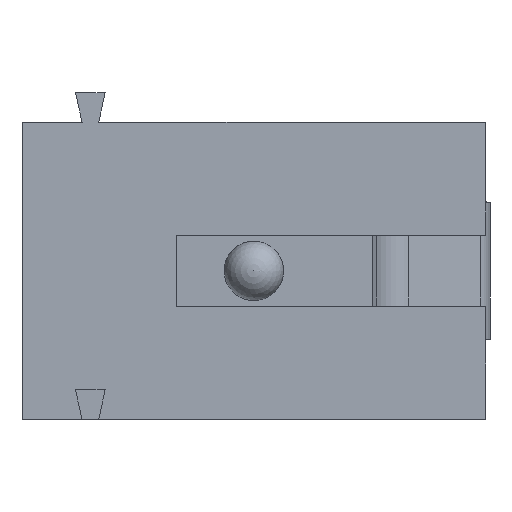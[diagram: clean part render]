
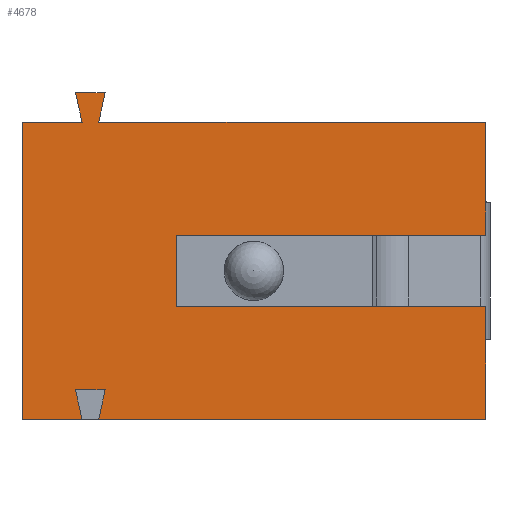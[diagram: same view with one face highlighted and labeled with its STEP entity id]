
A CAD part, front view. The second image highlights one B-rep face of the part: STEP entity #4678.
In plain terms, the highlighted planar face has unit normal (0, -1, 0).
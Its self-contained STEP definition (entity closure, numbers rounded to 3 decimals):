
#23 = CARTESIAN_POINT ( 'NONE',  ( -3.9, -5.1, -5. ) ) ;
#26 = CARTESIAN_POINT ( 'NONE',  ( 3.9, -5.1, -3.1 ) ) ;
#48 = LINE ( 'NONE', #3050, #4544 ) ;
#55 = DIRECTION ( 'NONE',  ( 0., 0., -1. ) ) ;
#84 = EDGE_CURVE ( 'NONE', #4329, #4866, #2289, .T. ) ;
#86 = ORIENTED_EDGE ( 'NONE', *, *, #4957, .F. ) ;
#109 = ORIENTED_EDGE ( 'NONE', *, *, #1413, .T. ) ;
#174 = EDGE_LOOP ( 'NONE', ( #454, #850, #2417, #391, #5330, #5298, #109, #636, #1801, #472, #351, #86, #3773, #260, #1138, #1020 ) ) ;
#208 = LINE ( 'NONE', #1884, #962 ) ;
#260 = ORIENTED_EDGE ( 'NONE', *, *, #1277, .F. ) ;
#271 = EDGE_CURVE ( 'NONE', #4866, #3968, #3822, .T. ) ;
#347 = VECTOR ( 'NONE', #4294, 1000. ) ;
#348 = DIRECTION ( 'NONE',  ( -0.215, 0., -0.977 ) ) ;
#351 = ORIENTED_EDGE ( 'NONE', *, *, #406, .T. ) ;
#366 = VERTEX_POINT ( 'NONE', #3733 ) ;
#385 = LINE ( 'NONE', #4254, #1920 ) ;
#391 = ORIENTED_EDGE ( 'NONE', *, *, #1732, .F. ) ;
#406 = EDGE_CURVE ( 'NONE', #1861, #1716, #208, .T. ) ;
#415 = CARTESIAN_POINT ( 'NONE',  ( -3.539, -5.1, -4.221 ) ) ;
#454 = ORIENTED_EDGE ( 'NONE', *, *, #271, .F. ) ;
#472 = ORIENTED_EDGE ( 'NONE', *, *, #480, .T. ) ;
#480 = EDGE_CURVE ( 'NONE', #2297, #1861, #1812, .T. ) ;
#496 = DIRECTION ( 'NONE',  ( 1., 0., 0. ) ) ;
#560 = VECTOR ( 'NONE', #3960, 1000. ) ;
#636 = ORIENTED_EDGE ( 'NONE', *, *, #1285, .F. ) ;
#712 = LINE ( 'NONE', #3508, #560 ) ;
#734 = CARTESIAN_POINT ( 'NONE',  ( 0., -5.1, -3.1 ) ) ;
#782 = DIRECTION ( 'NONE',  ( -0.215, 0., 0.977 ) ) ;
#850 = ORIENTED_EDGE ( 'NONE', *, *, #84, .F. ) ;
#881 = EDGE_CURVE ( 'NONE', #3968, #883, #1471, .T. ) ;
#883 = VERTEX_POINT ( 'NONE', #3181 ) ;
#912 = DIRECTION ( 'NONE',  ( 0., 0., 1. ) ) ;
#959 = EDGE_CURVE ( 'NONE', #4371, #366, #48, .T. ) ;
#962 = VECTOR ( 'NONE', #912, 1000. ) ;
#979 = LINE ( 'NONE', #734, #5179 ) ;
#1006 = CARTESIAN_POINT ( 'NONE',  ( 3.9, -5.1, -5. ) ) ;
#1009 = CARTESIAN_POINT ( 'NONE',  ( -3., -5.1, -4.5 ) ) ;
#1020 = ORIENTED_EDGE ( 'NONE', *, *, #881, .F. ) ;
#1065 = VERTEX_POINT ( 'NONE', #1399 ) ;
#1138 = ORIENTED_EDGE ( 'NONE', *, *, #2839, .T. ) ;
#1157 = LINE ( 'NONE', #4402, #2129 ) ;
#1277 = EDGE_CURVE ( 'NONE', #1581, #4371, #1157, .T. ) ;
#1285 = EDGE_CURVE ( 'NONE', #1544, #1378, #4470, .T. ) ;
#1378 = VERTEX_POINT ( 'NONE', #2271 ) ;
#1399 = CARTESIAN_POINT ( 'NONE',  ( -2.89, -5.1, -5. ) ) ;
#1413 = EDGE_CURVE ( 'NONE', #1065, #1378, #4792, .T. ) ;
#1471 = LINE ( 'NONE', #4305, #4800 ) ;
#1544 = VERTEX_POINT ( 'NONE', #3359 ) ;
#1581 = VERTEX_POINT ( 'NONE', #2503 ) ;
#1716 = VERTEX_POINT ( 'NONE', #26 ) ;
#1726 = CARTESIAN_POINT ( 'NONE',  ( -3.9, -5.1, -5. ) ) ;
#1732 = EDGE_CURVE ( 'NONE', #4060, #5146, #5349, .T. ) ;
#1751 = LINE ( 'NONE', #3846, #2773 ) ;
#1801 = ORIENTED_EDGE ( 'NONE', *, *, #2162, .T. ) ;
#1812 = LINE ( 'NONE', #5028, #5453 ) ;
#1861 = VERTEX_POINT ( 'NONE', #1006 ) ;
#1884 = CARTESIAN_POINT ( 'NONE',  ( 3.9, -5.1, -5. ) ) ;
#1896 = FACE_OUTER_BOUND ( 'NONE', #174, .T. ) ;
#1920 = VECTOR ( 'NONE', #348, 1000. ) ;
#2005 = CARTESIAN_POINT ( 'NONE',  ( 3.9, -5.1, -5. ) ) ;
#2129 = VECTOR ( 'NONE', #3430, 1000. ) ;
#2148 = VECTOR ( 'NONE', #5499, 1000. ) ;
#2162 = EDGE_CURVE ( 'NONE', #1544, #2297, #385, .T. ) ;
#2196 = CARTESIAN_POINT ( 'NONE',  ( 0., -5.1, 0. ) ) ;
#2271 = CARTESIAN_POINT ( 'NONE',  ( -3., -5.1, -4.5 ) ) ;
#2289 = LINE ( 'NONE', #4809, #2148 ) ;
#2297 = VERTEX_POINT ( 'NONE', #3556 ) ;
#2373 = LINE ( 'NONE', #23, #3414 ) ;
#2417 = ORIENTED_EDGE ( 'NONE', *, *, #3919, .F. ) ;
#2469 = AXIS2_PLACEMENT_3D ( 'NONE', #3830, #2502, #5571 ) ;
#2502 = DIRECTION ( 'NONE',  ( 0., -1., 0. ) ) ;
#2503 = CARTESIAN_POINT ( 'NONE',  ( 3.9, -5.1, -1.9 ) ) ;
#2525 = CARTESIAN_POINT ( 'NONE',  ( -3., -5.1, 0.5 ) ) ;
#2601 = CARTESIAN_POINT ( 'NONE',  ( -3.9, -5.1, 0. ) ) ;
#2606 = DIRECTION ( 'NONE',  ( 0., 0., 1. ) ) ;
#2721 = DIRECTION ( 'NONE',  ( -1., 0., 0. ) ) ;
#2773 = VECTOR ( 'NONE', #782, 1000. ) ;
#2839 = EDGE_CURVE ( 'NONE', #1581, #883, #4700, .T. ) ;
#2903 = VECTOR ( 'NONE', #4594, 1000. ) ;
#2981 = CARTESIAN_POINT ( 'NONE',  ( -2.61, -5.1, 0. ) ) ;
#3050 = CARTESIAN_POINT ( 'NONE',  ( -1.3, -5.1, -5. ) ) ;
#3164 = VECTOR ( 'NONE', #2721, 1000. ) ;
#3181 = CARTESIAN_POINT ( 'NONE',  ( 3.9, -5.1, 0. ) ) ;
#3319 = DIRECTION ( 'NONE',  ( 1., 0., 0. ) ) ;
#3359 = CARTESIAN_POINT ( 'NONE',  ( -2.5, -5.1, -4.5 ) ) ;
#3414 = VECTOR ( 'NONE', #2606, 1000. ) ;
#3430 = DIRECTION ( 'NONE',  ( -1., 0., 0. ) ) ;
#3456 = CARTESIAN_POINT ( 'NONE',  ( -1.3, -5.1, -1.9 ) ) ;
#3508 = CARTESIAN_POINT ( 'NONE',  ( 0., -5.1, -5. ) ) ;
#3556 = CARTESIAN_POINT ( 'NONE',  ( -2.61, -5.1, -5. ) ) ;
#3733 = CARTESIAN_POINT ( 'NONE',  ( -1.3, -5.1, -3.1 ) ) ;
#3773 = ORIENTED_EDGE ( 'NONE', *, *, #959, .F. ) ;
#3822 = LINE ( 'NONE', #415, #347 ) ;
#3830 = CARTESIAN_POINT ( 'NONE',  ( 0., -5.1, -5. ) ) ;
#3839 = VECTOR ( 'NONE', #4214, 1000. ) ;
#3846 = CARTESIAN_POINT ( 'NONE',  ( -1.707, -5.1, -5.376 ) ) ;
#3919 = EDGE_CURVE ( 'NONE', #5146, #4329, #1751, .T. ) ;
#3960 = DIRECTION ( 'NONE',  ( 1., 0., 0. ) ) ;
#3968 = VERTEX_POINT ( 'NONE', #2981 ) ;
#4060 = VERTEX_POINT ( 'NONE', #2601 ) ;
#4073 = DIRECTION ( 'NONE',  ( 1., 0., 0. ) ) ;
#4196 = VECTOR ( 'NONE', #496, 1000. ) ;
#4214 = DIRECTION ( 'NONE',  ( 0., 0., 1. ) ) ;
#4254 = CARTESIAN_POINT ( 'NONE',  ( -2.5, -5.1, -4.5 ) ) ;
#4294 = DIRECTION ( 'NONE',  ( -0.215, 0., -0.977 ) ) ;
#4305 = CARTESIAN_POINT ( 'NONE',  ( 0., -5.1, 0. ) ) ;
#4329 = VERTEX_POINT ( 'NONE', #2525 ) ;
#4371 = VERTEX_POINT ( 'NONE', #3456 ) ;
#4402 = CARTESIAN_POINT ( 'NONE',  ( 0., -5.1, -1.9 ) ) ;
#4450 = DIRECTION ( 'NONE',  ( 1., 0., 0. ) ) ;
#4470 = LINE ( 'NONE', #4724, #3164 ) ;
#4544 = VECTOR ( 'NONE', #55, 1000. ) ;
#4594 = DIRECTION ( 'NONE',  ( -0.215, 0., 0.977 ) ) ;
#4678 = ADVANCED_FACE ( 'NONE', ( #1896 ), #5112, .T. ) ;
#4700 = LINE ( 'NONE', #2005, #3839 ) ;
#4724 = CARTESIAN_POINT ( 'NONE',  ( -2.5, -5.1, -4.5 ) ) ;
#4792 = LINE ( 'NONE', #1009, #2903 ) ;
#4797 = EDGE_CURVE ( 'NONE', #5574, #4060, #2373, .T. ) ;
#4800 = VECTOR ( 'NONE', #4450, 1000. ) ;
#4809 = CARTESIAN_POINT ( 'NONE',  ( -3., -5.1, 0.5 ) ) ;
#4866 = VERTEX_POINT ( 'NONE', #4971 ) ;
#4957 = EDGE_CURVE ( 'NONE', #366, #1716, #979, .T. ) ;
#4971 = CARTESIAN_POINT ( 'NONE',  ( -2.5, -5.1, 0.5 ) ) ;
#5028 = CARTESIAN_POINT ( 'NONE',  ( 0., -5.1, -5. ) ) ;
#5112 = PLANE ( 'NONE',  #2469 ) ;
#5146 = VERTEX_POINT ( 'NONE', #5211 ) ;
#5179 = VECTOR ( 'NONE', #3319, 1000. ) ;
#5211 = CARTESIAN_POINT ( 'NONE',  ( -2.89, -5.1, 0. ) ) ;
#5298 = ORIENTED_EDGE ( 'NONE', *, *, #5583, .T. ) ;
#5330 = ORIENTED_EDGE ( 'NONE', *, *, #4797, .F. ) ;
#5349 = LINE ( 'NONE', #2196, #4196 ) ;
#5453 = VECTOR ( 'NONE', #4073, 1000. ) ;
#5499 = DIRECTION ( 'NONE',  ( 1., 0., 0. ) ) ;
#5571 = DIRECTION ( 'NONE',  ( 0., 0., -1. ) ) ;
#5574 = VERTEX_POINT ( 'NONE', #1726 ) ;
#5583 = EDGE_CURVE ( 'NONE', #5574, #1065, #712, .T. ) ;
